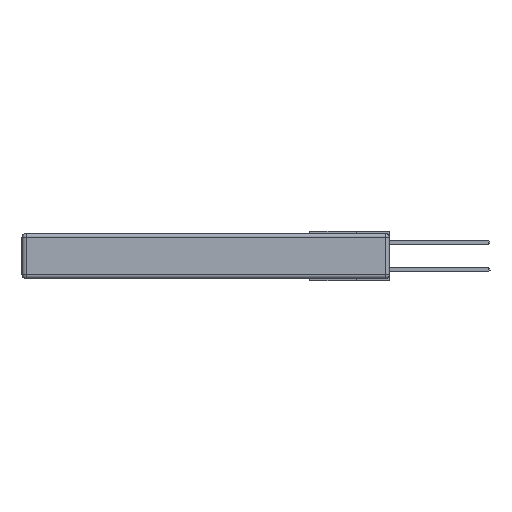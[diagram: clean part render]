
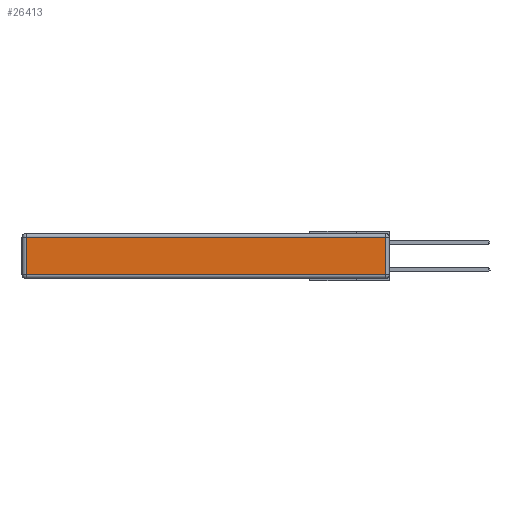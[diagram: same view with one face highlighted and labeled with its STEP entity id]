
A CAD part, left-side view. The second image highlights one B-rep face of the part: STEP entity #26413.
In plain terms, the highlighted planar face has unit normal (-1, 0, 0).
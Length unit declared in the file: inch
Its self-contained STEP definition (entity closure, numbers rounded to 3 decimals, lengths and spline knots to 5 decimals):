
#292 = ORIENTED_EDGE ( 'NONE', *, *, #690, .T. ) ;
#366 = AXIS2_PLACEMENT_3D ( 'NONE', #9456, #27617, #25245 ) ;
#690 = EDGE_CURVE ( 'NONE', #6786, #21343, #1994, .T. ) ;
#747 = PLANE ( 'NONE',  #366 ) ;
#1647 = LINE ( 'NONE', #7738, #22254 ) ;
#1994 = LINE ( 'NONE', #6500, #9901 ) ;
#2250 = LINE ( 'NONE', #18884, #15857 ) ;
#3161 = CARTESIAN_POINT ( 'NONE',  ( 0., 0.03, -0.03 ) ) ;
#5398 = VERTEX_POINT ( 'NONE', #25273 ) ;
#5520 = EDGE_LOOP ( 'NONE', ( #7848, #14783, #292, #20048 ) ) ;
#6500 = CARTESIAN_POINT ( 'NONE',  ( 0., 2.75, -0.03 ) ) ;
#6786 = VERTEX_POINT ( 'NONE', #3161 ) ;
#7738 = CARTESIAN_POINT ( 'NONE',  ( 0., 2.72, -0.343 ) ) ;
#7848 = ORIENTED_EDGE ( 'NONE', *, *, #24113, .T. ) ;
#9341 = DIRECTION ( 'NONE',  ( 0., -1., 0. ) ) ;
#9456 = CARTESIAN_POINT ( 'NONE',  ( 0., 0., -0.343 ) ) ;
#9901 = VECTOR ( 'NONE', #20246, 39.37008 ) ;
#10540 = VERTEX_POINT ( 'NONE', #21937 ) ;
#11616 = VECTOR ( 'NONE', #9341, 39.37008 ) ;
#14783 = ORIENTED_EDGE ( 'NONE', *, *, #21730, .T. ) ;
#15240 = FACE_OUTER_BOUND ( 'NONE', #5520, .T. ) ;
#15657 = EDGE_CURVE ( 'NONE', #21343, #5398, #1647, .T. ) ;
#15857 = VECTOR ( 'NONE', #16407, 39.37008 ) ;
#16407 = DIRECTION ( 'NONE',  ( 0., 0., 1. ) ) ;
#17669 = LINE ( 'NONE', #27495, #11616 ) ;
#18884 = CARTESIAN_POINT ( 'NONE',  ( 0., 0.03, -0.343 ) ) ;
#19674 = DIRECTION ( 'NONE',  ( 0., 0., -1. ) ) ;
#20048 = ORIENTED_EDGE ( 'NONE', *, *, #15657, .T. ) ;
#20246 = DIRECTION ( 'NONE',  ( 0., 1., 0. ) ) ;
#20857 = CARTESIAN_POINT ( 'NONE',  ( 0., 2.72, -0.03 ) ) ;
#21343 = VERTEX_POINT ( 'NONE', #20857 ) ;
#21730 = EDGE_CURVE ( 'NONE', #10540, #6786, #2250, .T. ) ;
#21937 = CARTESIAN_POINT ( 'NONE',  ( 0., 0.03, -0.313 ) ) ;
#22254 = VECTOR ( 'NONE', #19674, 39.37008 ) ;
#24113 = EDGE_CURVE ( 'NONE', #5398, #10540, #17669, .T. ) ;
#25245 = DIRECTION ( 'NONE',  ( 0., 0., 1. ) ) ;
#25273 = CARTESIAN_POINT ( 'NONE',  ( 0., 2.72, -0.313 ) ) ;
#26413 = ADVANCED_FACE ( 'NONE', ( #15240 ), #747, .T. ) ;
#27495 = CARTESIAN_POINT ( 'NONE',  ( 0., 0., -0.313 ) ) ;
#27617 = DIRECTION ( 'NONE',  ( -1., 0., 0. ) ) ;
